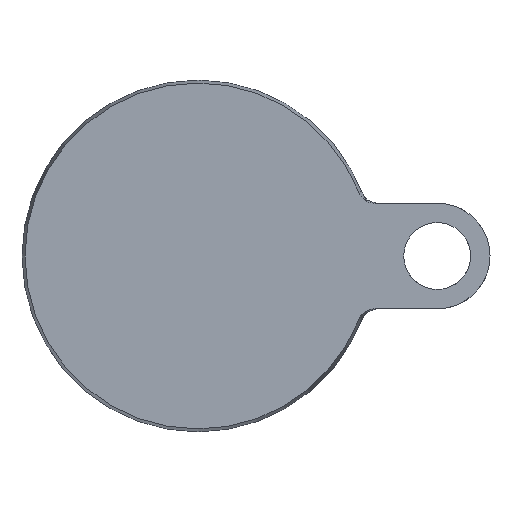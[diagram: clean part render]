
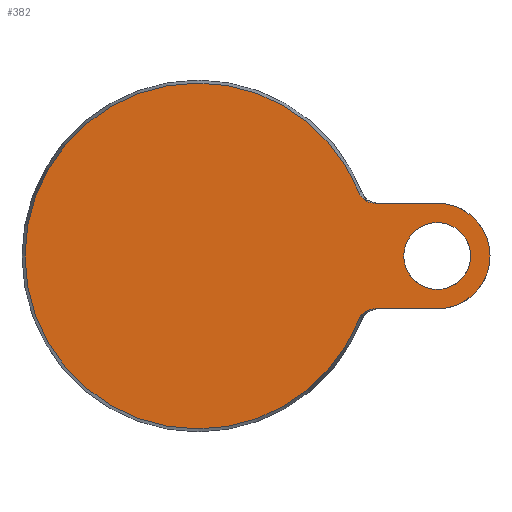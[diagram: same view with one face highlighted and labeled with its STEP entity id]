
A CAD part, front view. The second image highlights one B-rep face of the part: STEP entity #382.
In plain terms, the highlighted planar face has unit normal (0, -1, 0).
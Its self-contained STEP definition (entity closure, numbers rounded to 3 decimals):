
#12 = CARTESIAN_POINT ( 'NONE',  ( 68., 0., 0. ) ) ;
#23 = CARTESIAN_POINT ( 'NONE',  ( 49.363, 0., -15.093 ) ) ;
#29 = CARTESIAN_POINT ( 'NONE',  ( 50.113, 0., -15. ) ) ;
#39 = CARTESIAN_POINT ( 'NONE',  ( 68., 0., 0. ) ) ;
#45 = CARTESIAN_POINT ( 'NONE',  ( 15., 0., 15. ) ) ;
#98 = CARTESIAN_POINT ( 'NONE',  ( 47.118, 0., -16.16 ) ) ;
#111 = AXIS2_PLACEMENT_3D ( 'NONE', #534, #662, #545 ) ;
#125 = CARTESIAN_POINT ( 'NONE',  ( 0., 0., -49.143 ) ) ;
#127 = CARTESIAN_POINT ( 'NONE',  ( 47.314, 0., -16.005 ) ) ;
#159 = CARTESIAN_POINT ( 'NONE',  ( 50.366, 0., 15. ) ) ;
#173 = CARTESIAN_POINT ( 'NONE',  ( 49.366, 0., 15.074 ) ) ;
#179 = FACE_OUTER_BOUND ( 'NONE', #1059, .T. ) ;
#185 = DIRECTION ( 'NONE',  ( 0., 0., -1. ) ) ;
#199 = ORIENTED_EDGE ( 'NONE', *, *, #475, .T. ) ;
#233 = CARTESIAN_POINT ( 'NONE',  ( 47.952, 0., -15.6 ) ) ;
#250 = EDGE_CURVE ( 'NONE', #945, #1484, #1112, .T. ) ;
#256 = ORIENTED_EDGE ( 'NONE', *, *, #832, .T. ) ;
#268 = CARTESIAN_POINT ( 'NONE',  ( 50.366, 0., -15. ) ) ;
#288 = PLANE ( 'NONE',  #1217 ) ;
#289 = CARTESIAN_POINT ( 'NONE',  ( 45.848, 0., 17.699 ) ) ;
#306 = CARTESIAN_POINT ( 'NONE',  ( 48.407, 0., 15.384 ) ) ;
#335 = ORIENTED_EDGE ( 'NONE', *, *, #1458, .T. ) ;
#346 = AXIS2_PLACEMENT_3D ( 'NONE', #1288, #1046, #674 ) ;
#354 = CARTESIAN_POINT ( 'NONE',  ( 47.73, 0., -15.726 ) ) ;
#382 = ADVANCED_FACE ( 'NONE', ( #179, #795 ), #288, .F. ) ;
#385 = VERTEX_POINT ( 'NONE', #159 ) ;
#390 = DIRECTION ( 'NONE',  ( 0., 0., 1. ) ) ;
#397 = DIRECTION ( 'NONE',  ( 0., 1., 0. ) ) ;
#416 = DIRECTION ( 'NONE',  ( 0., 0., 1. ) ) ;
#432 = CIRCLE ( 'NONE', #433, 15. ) ;
#433 = AXIS2_PLACEMENT_3D ( 'NONE', #39, #922, #1284 ) ;
#446 = EDGE_CURVE ( 'NONE', #385, #1385, #1182, .T. ) ;
#475 = EDGE_CURVE ( 'NONE', #1202, #1412, #1004, .T. ) ;
#520 = CARTESIAN_POINT ( 'NONE',  ( 46.58, 0., 16.677 ) ) ;
#533 = EDGE_CURVE ( 'NONE', #809, #838, #1062, .T. ) ;
#534 = CARTESIAN_POINT ( 'NONE',  ( 0., 0., 0. ) ) ;
#537 = CARTESIAN_POINT ( 'NONE',  ( 48.637, 0., -15.295 ) ) ;
#545 = DIRECTION ( 'NONE',  ( 0., 0., -1. ) ) ;
#573 = ORIENTED_EDGE ( 'NONE', *, *, #1388, .T. ) ;
#603 = DIRECTION ( 'NONE',  ( -1., 0., 0. ) ) ;
#611 = CIRCLE ( 'NONE', #111, 49.143 ) ;
#638 = VECTOR ( 'NONE', #1309, 1000. ) ;
#655 = CARTESIAN_POINT ( 'NONE',  ( 45.66, 0., -18.169 ) ) ;
#662 = DIRECTION ( 'NONE',  ( 0., -1., 0. ) ) ;
#674 = DIRECTION ( 'NONE',  ( 0., 0., -1. ) ) ;
#677 = CARTESIAN_POINT ( 'NONE',  ( 47.322, 0., 16. ) ) ;
#684 = CARTESIAN_POINT ( 'NONE',  ( 46.751, 0., 16.495 ) ) ;
#719 = DIRECTION ( 'NONE',  ( 0., -1., 0. ) ) ;
#724 = VERTEX_POINT ( 'NONE', #1223 ) ;
#735 = CARTESIAN_POINT ( 'NONE',  ( 48.405, 0., -15.385 ) ) ;
#746 = CIRCLE ( 'NONE', #1086, 9.5 ) ;
#758 = CARTESIAN_POINT ( 'NONE',  ( 46.749, 0., -16.497 ) ) ;
#774 = CARTESIAN_POINT ( 'NONE',  ( 50.366, 0., 15. ) ) ;
#787 = DIRECTION ( 'NONE',  ( 0., 1., 0. ) ) ;
#788 = CARTESIAN_POINT ( 'NONE',  ( -49.143, 0., 0. ) ) ;
#795 = FACE_BOUND ( 'NONE', #1099, .T. ) ;
#809 = VERTEX_POINT ( 'NONE', #125 ) ;
#826 = CARTESIAN_POINT ( 'NONE',  ( 68., 0., -15. ) ) ;
#832 = EDGE_CURVE ( 'NONE', #724, #1051, #1038, .T. ) ;
#838 = VERTEX_POINT ( 'NONE', #655 ) ;
#889 = EDGE_CURVE ( 'NONE', #1051, #809, #611, .T. ) ;
#892 = ORIENTED_EDGE ( 'NONE', *, *, #446, .F. ) ;
#899 = CARTESIAN_POINT ( 'NONE',  ( 68., 0., -9.5 ) ) ;
#915 = CARTESIAN_POINT ( 'NONE',  ( 49.862, 0., -15.019 ) ) ;
#918 = ORIENTED_EDGE ( 'NONE', *, *, #1451, .F. ) ;
#919 = EDGE_CURVE ( 'NONE', #1412, #1202, #746, .T. ) ;
#921 = DIRECTION ( 'NONE',  ( 0., 1., 0. ) ) ;
#922 = DIRECTION ( 'NONE',  ( 0., 1., 0. ) ) ;
#945 = VERTEX_POINT ( 'NONE', #826 ) ;
#971 = CARTESIAN_POINT ( 'NONE',  ( 46.1, 0., -17.269 ) ) ;
#981 = CARTESIAN_POINT ( 'NONE',  ( 15., 0., -15. ) ) ;
#984 = ORIENTED_EDGE ( 'NONE', *, *, #919, .T. ) ;
#992 = ORIENTED_EDGE ( 'NONE', *, *, #889, .T. ) ;
#998 = B_SPLINE_CURVE_WITH_KNOTS ( 'NONE', 3,
 ( #774, #1542, #173, #1021, #306, #1291, #1548, #677, #1310, #684, #520, #1419, #289, #1522 ),
 .UNSPECIFIED., .F., .F.,
 ( 4, 2, 2, 2, 2, 2, 4 ),
 ( 0., 0.001, 0.002, 0.003, 0.004, 0.004, 0.006 ),
 .UNSPECIFIED. ) ;
#1000 = CARTESIAN_POINT ( 'NONE',  ( 45.66, 0., -18.169 ) ) ;
#1004 = CIRCLE ( 'NONE', #1166, 9.5 ) ;
#1021 = CARTESIAN_POINT ( 'NONE',  ( 48.644, 0., 15.292 ) ) ;
#1038 = CIRCLE ( 'NONE', #346, 49.143 ) ;
#1046 = DIRECTION ( 'NONE',  ( 0., -1., 0. ) ) ;
#1051 = VERTEX_POINT ( 'NONE', #1307 ) ;
#1059 = EDGE_LOOP ( 'NONE', ( #892, #335, #256, #992, #1239, #573, #1303, #918 ) ) ;
#1062 = CIRCLE ( 'NONE', #1479, 49.143 ) ;
#1086 = AXIS2_PLACEMENT_3D ( 'NONE', #12, #787, #416 ) ;
#1092 = CARTESIAN_POINT ( 'NONE',  ( 0., 0., 0. ) ) ;
#1099 = EDGE_LOOP ( 'NONE', ( #984, #199 ) ) ;
#1112 = LINE ( 'NONE', #981, #1583 ) ;
#1166 = AXIS2_PLACEMENT_3D ( 'NONE', #1521, #921, #390 ) ;
#1182 = LINE ( 'NONE', #45, #638 ) ;
#1202 = VERTEX_POINT ( 'NONE', #1544 ) ;
#1217 = AXIS2_PLACEMENT_3D ( 'NONE', #788, #397, #1436 ) ;
#1223 = CARTESIAN_POINT ( 'NONE',  ( 45.66, 0., 18.169 ) ) ;
#1239 = ORIENTED_EDGE ( 'NONE', *, *, #533, .T. ) ;
#1284 = DIRECTION ( 'NONE',  ( 0., 0., -1. ) ) ;
#1288 = CARTESIAN_POINT ( 'NONE',  ( 0., 0., 0. ) ) ;
#1291 = CARTESIAN_POINT ( 'NONE',  ( 47.955, 0., 15.598 ) ) ;
#1303 = ORIENTED_EDGE ( 'NONE', *, *, #250, .F. ) ;
#1307 = CARTESIAN_POINT ( 'NONE',  ( 0., 0., 49.143 ) ) ;
#1309 = DIRECTION ( 'NONE',  ( 1., 0., 0. ) ) ;
#1310 = CARTESIAN_POINT ( 'NONE',  ( 47.122, 0., 16.157 ) ) ;
#1363 = CARTESIAN_POINT ( 'NONE',  ( 68., 0., 15. ) ) ;
#1385 = VERTEX_POINT ( 'NONE', #1363 ) ;
#1388 = EDGE_CURVE ( 'NONE', #838, #1484, #1571, .T. ) ;
#1411 = CARTESIAN_POINT ( 'NONE',  ( 50.366, 0., -15. ) ) ;
#1412 = VERTEX_POINT ( 'NONE', #899 ) ;
#1419 = CARTESIAN_POINT ( 'NONE',  ( 46.108, 0., 17.258 ) ) ;
#1436 = DIRECTION ( 'NONE',  ( 0., 0., 1. ) ) ;
#1438 = CARTESIAN_POINT ( 'NONE',  ( 49.116, 0., -15.149 ) ) ;
#1451 = EDGE_CURVE ( 'NONE', #1385, #945, #432, .T. ) ;
#1458 = EDGE_CURVE ( 'NONE', #385, #724, #998, .T. ) ;
#1479 = AXIS2_PLACEMENT_3D ( 'NONE', #1092, #719, #185 ) ;
#1480 = CARTESIAN_POINT ( 'NONE',  ( 46.575, 0., -16.681 ) ) ;
#1484 = VERTEX_POINT ( 'NONE', #1411 ) ;
#1504 = CARTESIAN_POINT ( 'NONE',  ( 45.848, 0., -17.699 ) ) ;
#1521 = CARTESIAN_POINT ( 'NONE',  ( 68., 0., 0. ) ) ;
#1522 = CARTESIAN_POINT ( 'NONE',  ( 45.66, 0., 18.169 ) ) ;
#1542 = CARTESIAN_POINT ( 'NONE',  ( 49.86, 0., 15. ) ) ;
#1544 = CARTESIAN_POINT ( 'NONE',  ( 68., 0., 9.5 ) ) ;
#1548 = CARTESIAN_POINT ( 'NONE',  ( 47.738, 0., 15.721 ) ) ;
#1571 = B_SPLINE_CURVE_WITH_KNOTS ( 'NONE', 3,
 ( #1000, #1504, #971, #1480, #758, #98, #127, #354, #233, #735, #537, #1438, #23, #915, #29, #268 ),
 .UNSPECIFIED., .F., .F.,
 ( 4, 2, 2, 2, 2, 2, 2, 4 ),
 ( 0., 0.001, 0.002, 0.003, 0.004, 0.004, 0.005, 0.006 ),
 .UNSPECIFIED. ) ;
#1583 = VECTOR ( 'NONE', #603, 1000. ) ;
